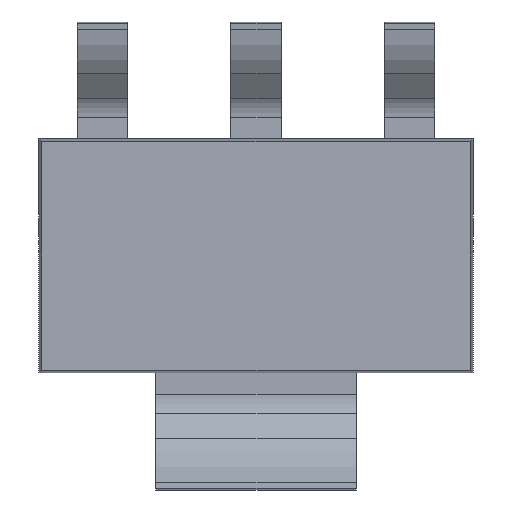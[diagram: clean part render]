
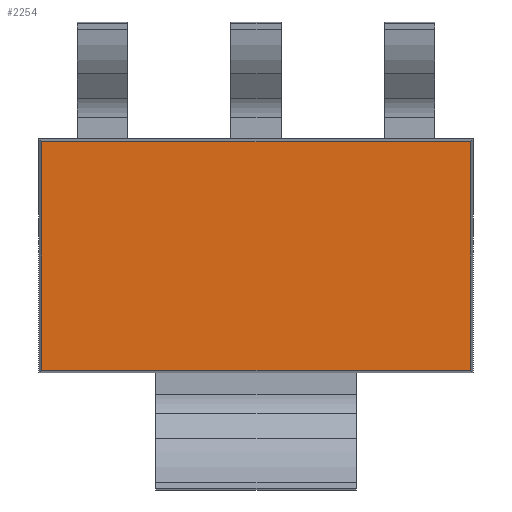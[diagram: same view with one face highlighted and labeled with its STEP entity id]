
A CAD part, front view. The second image highlights one B-rep face of the part: STEP entity #2254.
In plain terms, the highlighted planar face has unit normal (0, -1, 0).
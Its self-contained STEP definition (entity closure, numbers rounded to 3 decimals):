
#24 = PLANE ( 'NONE',  #2196 ) ;
#133 = ORIENTED_EDGE ( 'NONE', *, *, #2109, .F. ) ;
#193 = CARTESIAN_POINT ( 'NONE',  ( 3.206, -0.5, 1.706 ) ) ;
#204 = VECTOR ( 'NONE', #676, 1000. ) ;
#220 = VERTEX_POINT ( 'NONE', #390 ) ;
#221 = DIRECTION ( 'NONE',  ( 0., 0., 1. ) ) ;
#390 = CARTESIAN_POINT ( 'NONE',  ( -3.206, -0.5, -1.706 ) ) ;
#403 = CARTESIAN_POINT ( 'NONE',  ( 0., -0.5, -1.706 ) ) ;
#492 = CARTESIAN_POINT ( 'NONE',  ( 3.206, -0.5, -1.706 ) ) ;
#676 = DIRECTION ( 'NONE',  ( 0., 0., -1. ) ) ;
#685 = VECTOR ( 'NONE', #1592, 1000. ) ;
#730 = CARTESIAN_POINT ( 'NONE',  ( -3.206, -0.5, 1.706 ) ) ;
#736 = EDGE_CURVE ( 'NONE', #220, #1864, #1949, .T. ) ;
#805 = VERTEX_POINT ( 'NONE', #492 ) ;
#867 = CARTESIAN_POINT ( 'NONE',  ( 3.206, -0.5, 0. ) ) ;
#932 = DIRECTION ( 'NONE',  ( 1., 0., 0. ) ) ;
#1112 = VECTOR ( 'NONE', #932, 1000. ) ;
#1142 = DIRECTION ( 'NONE',  ( -1., 0., 0. ) ) ;
#1409 = ORIENTED_EDGE ( 'NONE', *, *, #736, .F. ) ;
#1456 = FACE_OUTER_BOUND ( 'NONE', #1615, .T. ) ;
#1464 = ORIENTED_EDGE ( 'NONE', *, *, #1950, .F. ) ;
#1575 = DIRECTION ( 'NONE',  ( 0., 1., 0. ) ) ;
#1592 = DIRECTION ( 'NONE',  ( 0., 0., 1. ) ) ;
#1615 = EDGE_LOOP ( 'NONE', ( #2400, #1464, #1409, #133 ) ) ;
#1652 = EDGE_CURVE ( 'NONE', #2135, #805, #2002, .T. ) ;
#1672 = CARTESIAN_POINT ( 'NONE',  ( 0., -0.5, 1.706 ) ) ;
#1864 = VERTEX_POINT ( 'NONE', #730 ) ;
#1949 = LINE ( 'NONE', #2344, #685 ) ;
#1950 = EDGE_CURVE ( 'NONE', #1864, #2135, #2051, .T. ) ;
#1951 = CARTESIAN_POINT ( 'NONE',  ( 0., -0.5, 0. ) ) ;
#1991 = VECTOR ( 'NONE', #1142, 1000. ) ;
#2002 = LINE ( 'NONE', #867, #204 ) ;
#2051 = LINE ( 'NONE', #1672, #1112 ) ;
#2109 = EDGE_CURVE ( 'NONE', #805, #220, #2191, .T. ) ;
#2135 = VERTEX_POINT ( 'NONE', #193 ) ;
#2191 = LINE ( 'NONE', #403, #1991 ) ;
#2196 = AXIS2_PLACEMENT_3D ( 'NONE', #1951, #1575, #221 ) ;
#2254 = ADVANCED_FACE ( 'NONE', ( #1456 ), #24, .F. ) ;
#2344 = CARTESIAN_POINT ( 'NONE',  ( -3.206, -0.5, 0. ) ) ;
#2400 = ORIENTED_EDGE ( 'NONE', *, *, #1652, .F. ) ;
